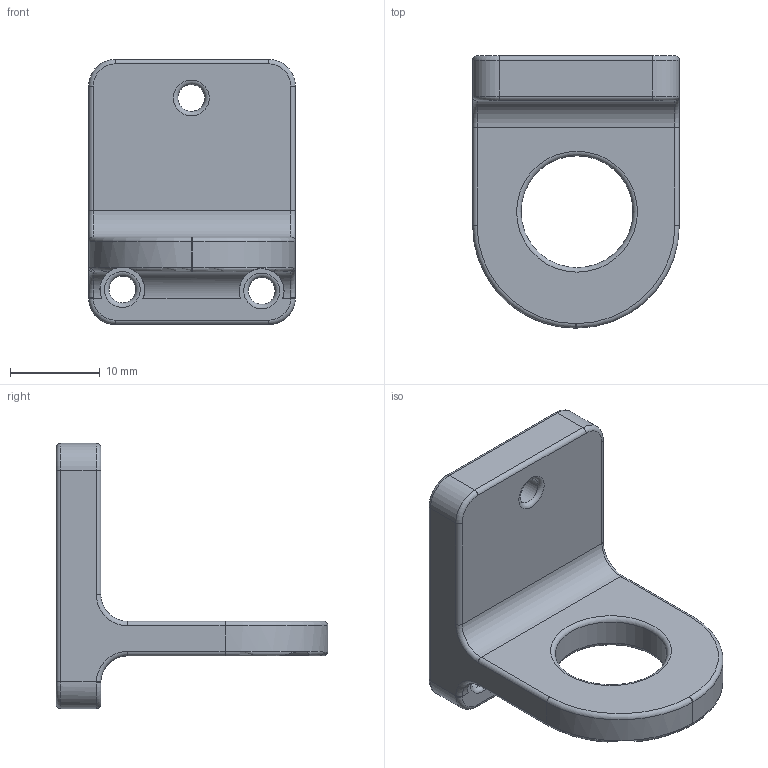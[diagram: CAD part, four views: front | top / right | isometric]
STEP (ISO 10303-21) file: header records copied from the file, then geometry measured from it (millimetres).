
FILE_DESCRIPTION(/* description */ (''),/* implementation_level */ '2;1');
FILE_NAME(/* name */ 'revo-micro-mount.step',/* time_stamp */ '2022-03-29T20:02:42-04:00',/* author */ (''),/* organization */ (''),/* preprocessor_version */ 'ST-DEVELOPER v18.1',/* originating_system */ 'Autodesk Translation Framework v10.13.0.1454',/* authorisation */ '');
FILE_SCHEMA (('AUTOMOTIVE_DESIGN { 1 0 10303 214 3 1 1 }'));
Length unit declared in the file: millimetre
Products named in the file (1): Revo Mount
Bounding box: 23.09 x 30.38 x 29.62 mm (x, y, z)
Volume: 4853.2 mm3; surface area: 2950.5 mm2
Topology: 1 solids, 1 shells, 70 faces, 174 edges, 105 vertices
Faces by surface type: cylinder 30, torus 25, plane 13, bspline 2
Full cylindrical faces by diameter (mm): 3 x3, 12.5 x1
Entity records: 2323 total; most frequent: CARTESIAN_POINT 558, DIRECTION 398, ORIENTED_EDGE 348, EDGE_CURVE 174, AXIS2_PLACEMENT_3D 170, VERTEX_POINT 105, CIRCLE 101, EDGE_LOOP 77
